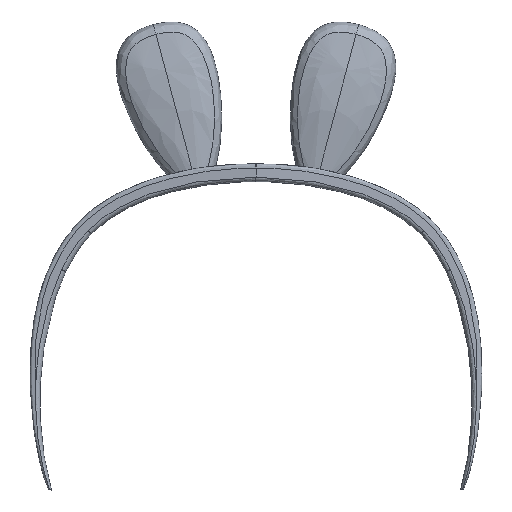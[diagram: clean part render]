
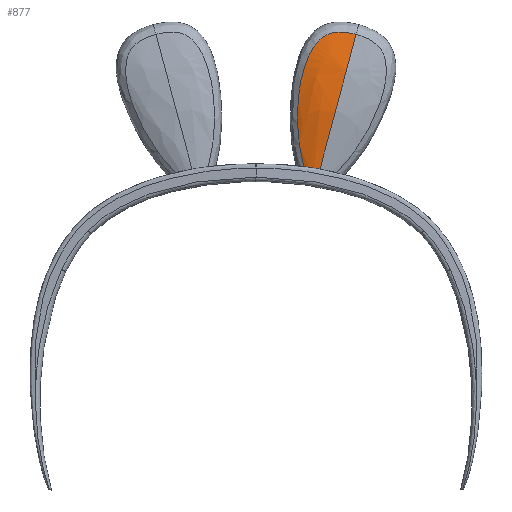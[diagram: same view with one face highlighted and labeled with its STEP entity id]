
A CAD part, front view. The second image highlights one B-rep face of the part: STEP entity #877.
In plain terms, the highlighted free-form (B-spline) face has degree [3, 3] with [8, 5] control points.
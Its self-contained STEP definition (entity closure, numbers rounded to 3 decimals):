
#14=(
BOUNDED_CURVE()
B_SPLINE_CURVE(5,(#2659,#2660,#2661,#2662,#2663,#2664,#2665,#2666,#2667,
#2668,#2669,#2670,#2671,#2672,#2673,#2674,#2675),.UNSPECIFIED.,.F.,.F.)
B_SPLINE_CURVE_WITH_KNOTS((6,1,1,1,1,1,1,1,1,1,1,1,6),(0.036,
0.067,0.133,0.2,0.267,0.333,
0.4,0.467,0.533,0.6,0.667,0.733,
0.744),.UNSPECIFIED.)
CURVE()
GEOMETRIC_REPRESENTATION_ITEM()
RATIONAL_B_SPLINE_CURVE((1.,1.,1.,1.,1.,1.,1.,1.,1.,1.,1.,1.,1.,1.,1.,1.,
1.))
REPRESENTATION_ITEM('')
);
#55=B_SPLINE_SURFACE_WITH_KNOTS('',3,3,((#2619,#2620,#2621,#2622,#2623),
(#2624,#2625,#2626,#2627,#2628),(#2629,#2630,#2631,#2632,#2633),(#2634,
#2635,#2636,#2637,#2638),(#2639,#2640,#2641,#2642,#2643),(#2644,#2645,#2646,
#2647,#2648),(#2649,#2650,#2651,#2652,#2653),(#2654,#2655,#2656,#2657,#2658)),
 .UNSPECIFIED.,.F.,.F.,.F.,(4,2,1,1,4),(4,1,4),(0.,0.011,0.443,
0.587,0.732),(0.034,0.338,
0.744),.UNSPECIFIED.);
#103=FACE_OUTER_BOUND('',#154,.T.);
#154=EDGE_LOOP('',(#689,#690,#691));
#216=B_SPLINE_CURVE_WITH_KNOTS('',3,(#1214,#1215,#1216,#1217,#1218,#1219,
#1220,#1221,#1222,#1223,#1224,#1225,#1226,#1227,#1228,#1229,#1230,#1231,
#1232,#1233,#1234,#1235),.UNSPECIFIED.,.F.,.F.,(4,3,3,3,3,3,3,4),(0.12,
0.166,0.17,0.218,0.253,
0.282,0.296,0.308),.UNSPECIFIED.);
#265=B_SPLINE_CURVE_WITH_KNOTS('',3,(#2583,#2584,#2585,#2586,#2587,#2588,
#2589,#2590,#2591,#2592,#2593,#2594,#2595,#2596),.UNSPECIFIED.,.F.,.F.,
(4,2,1,1,1,1,1,1,1,1,4),(0.,0.011,0.071,0.19,
0.22,0.249,0.309,0.369,
0.488,0.726,1.203),.UNSPECIFIED.);
#334=VERTEX_POINT('',#1196);
#335=VERTEX_POINT('',#1213);
#377=VERTEX_POINT('',#2582);
#432=EDGE_CURVE('',#335,#334,#216,.T.);
#491=EDGE_CURVE('',#377,#335,#265,.T.);
#494=EDGE_CURVE('',#334,#377,#14,.T.);
#689=ORIENTED_EDGE('',*,*,#491,.T.);
#690=ORIENTED_EDGE('',*,*,#432,.T.);
#691=ORIENTED_EDGE('',*,*,#494,.T.);
#877=ADVANCED_FACE('',(#103),#55,.F.);
#1196=CARTESIAN_POINT('',(7.121,-3.851,67.139));
#1213=CARTESIAN_POINT('',(5.325,-3.468,67.417));
#1214=CARTESIAN_POINT('Ctrl Pts',(5.325,-3.468,67.417));
#1215=CARTESIAN_POINT('Ctrl Pts',(5.463,-3.53,67.399));
#1216=CARTESIAN_POINT('Ctrl Pts',(5.604,-3.586,67.38));
#1217=CARTESIAN_POINT('Ctrl Pts',(5.748,-3.634,67.359));
#1218=CARTESIAN_POINT('Ctrl Pts',(5.759,-3.638,67.358));
#1219=CARTESIAN_POINT('Ctrl Pts',(5.771,-3.642,67.356));
#1220=CARTESIAN_POINT('Ctrl Pts',(5.782,-3.645,67.355));
#1221=CARTESIAN_POINT('Ctrl Pts',(5.932,-3.694,67.333));
#1222=CARTESIAN_POINT('Ctrl Pts',(6.084,-3.734,67.311));
#1223=CARTESIAN_POINT('Ctrl Pts',(6.237,-3.766,67.287));
#1224=CARTESIAN_POINT('Ctrl Pts',(6.35,-3.789,67.27));
#1225=CARTESIAN_POINT('Ctrl Pts',(6.465,-3.807,67.251));
#1226=CARTESIAN_POINT('Ctrl Pts',(6.58,-3.821,67.232));
#1227=CARTESIAN_POINT('Ctrl Pts',(6.673,-3.832,67.217));
#1228=CARTESIAN_POINT('Ctrl Pts',(6.766,-3.84,67.201));
#1229=CARTESIAN_POINT('Ctrl Pts',(6.86,-3.845,67.185));
#1230=CARTESIAN_POINT('Ctrl Pts',(6.905,-3.847,67.177));
#1231=CARTESIAN_POINT('Ctrl Pts',(6.951,-3.849,67.169));
#1232=CARTESIAN_POINT('Ctrl Pts',(6.996,-3.85,67.161));
#1233=CARTESIAN_POINT('Ctrl Pts',(7.038,-3.851,67.154));
#1234=CARTESIAN_POINT('Ctrl Pts',(7.08,-3.851,67.147));
#1235=CARTESIAN_POINT('Ctrl Pts',(7.121,-3.851,67.139));
#2582=CARTESIAN_POINT('',(11.151,-3.34,82.178));
#2583=CARTESIAN_POINT('Ctrl Pts',(11.15,-3.34,82.179));
#2584=CARTESIAN_POINT('Ctrl Pts',(11.094,-3.34,82.194));
#2585=CARTESIAN_POINT('Ctrl Pts',(11.039,-3.341,82.208));
#2586=CARTESIAN_POINT('Ctrl Pts',(10.675,-3.34,82.299));
#2587=CARTESIAN_POINT('Ctrl Pts',(9.763,-3.34,82.471));
#2588=CARTESIAN_POINT('Ctrl Pts',(8.587,-3.334,82.454));
#2589=CARTESIAN_POINT('Ctrl Pts',(7.667,-3.351,82.024));
#2590=CARTESIAN_POINT('Ctrl Pts',(7.125,-3.371,81.633));
#2591=CARTESIAN_POINT('Ctrl Pts',(6.571,-3.401,81.012));
#2592=CARTESIAN_POINT('Ctrl Pts',(5.895,-3.443,79.903));
#2593=CARTESIAN_POINT('Ctrl Pts',(5.083,-3.473,77.812));
#2594=CARTESIAN_POINT('Ctrl Pts',(4.382,-3.47,73.511));
#2595=CARTESIAN_POINT('Ctrl Pts',(4.686,-3.445,69.78));
#2596=CARTESIAN_POINT('Ctrl Pts',(5.325,-3.468,67.417));
#2619=CARTESIAN_POINT('Ctrl Pts',(7.109,-3.846,67.096));
#2620=CARTESIAN_POINT('Ctrl Pts',(7.655,-4.101,69.131));
#2621=CARTESIAN_POINT('Ctrl Pts',(9.005,-4.471,74.17));
#2622=CARTESIAN_POINT('Ctrl Pts',(10.451,-4.037,79.567));
#2623=CARTESIAN_POINT('Ctrl Pts',(11.151,-3.34,82.179));
#2624=CARTESIAN_POINT('Ctrl Pts',(7.098,-3.846,67.099));
#2625=CARTESIAN_POINT('Ctrl Pts',(7.637,-4.102,69.135));
#2626=CARTESIAN_POINT('Ctrl Pts',(8.972,-4.471,74.179));
#2627=CARTESIAN_POINT('Ctrl Pts',(10.403,-4.037,79.58));
#2628=CARTESIAN_POINT('Ctrl Pts',(11.094,-3.34,82.194));
#2629=CARTESIAN_POINT('Ctrl Pts',(7.086,-3.846,67.102));
#2630=CARTESIAN_POINT('Ctrl Pts',(7.619,-4.102,69.14));
#2631=CARTESIAN_POINT('Ctrl Pts',(8.939,-4.471,74.187));
#2632=CARTESIAN_POINT('Ctrl Pts',(10.355,-4.037,79.592));
#2633=CARTESIAN_POINT('Ctrl Pts',(11.038,-3.34,82.208));
#2634=CARTESIAN_POINT('Ctrl Pts',(6.615,-3.849,67.227));
#2635=CARTESIAN_POINT('Ctrl Pts',(6.9,-4.102,69.325));
#2636=CARTESIAN_POINT('Ctrl Pts',(7.63,-4.466,74.521));
#2637=CARTESIAN_POINT('Ctrl Pts',(8.453,-4.032,80.079));
#2638=CARTESIAN_POINT('Ctrl Pts',(8.805,-3.336,82.78));
#2639=CARTESIAN_POINT('Ctrl Pts',(6.034,-3.752,67.328));
#2640=CARTESIAN_POINT('Ctrl Pts',(6.092,-3.966,69.331));
#2641=CARTESIAN_POINT('Ctrl Pts',(6.249,-4.264,74.433));
#2642=CARTESIAN_POINT('Ctrl Pts',(6.449,-3.84,79.961));
#2643=CARTESIAN_POINT('Ctrl Pts',(6.493,-3.195,82.632));
#2644=CARTESIAN_POINT('Ctrl Pts',(5.37,-3.492,67.382));
#2645=CARTESIAN_POINT('Ctrl Pts',(5.283,-3.643,69.05));
#2646=CARTESIAN_POINT('Ctrl Pts',(5.073,-3.838,73.3));
#2647=CARTESIAN_POINT('Ctrl Pts',(4.863,-3.453,77.88));
#2648=CARTESIAN_POINT('Ctrl Pts',(4.722,-2.912,80.099));
#2649=CARTESIAN_POINT('Ctrl Pts',(5.117,-3.364,67.392));
#2650=CARTESIAN_POINT('Ctrl Pts',(4.997,-3.49,68.892));
#2651=CARTESIAN_POINT('Ctrl Pts',(4.705,-3.645,72.69));
#2652=CARTESIAN_POINT('Ctrl Pts',(4.399,-3.279,76.758));
#2653=CARTESIAN_POINT('Ctrl Pts',(4.219,-2.786,78.734));
#2654=CARTESIAN_POINT('Ctrl Pts',(4.994,-3.294,67.394));
#2655=CARTESIAN_POINT('Ctrl Pts',(4.863,-3.409,68.804));
#2656=CARTESIAN_POINT('Ctrl Pts',(4.545,-3.545,72.36));
#2657=CARTESIAN_POINT('Ctrl Pts',(4.206,-3.191,76.157));
#2658=CARTESIAN_POINT('Ctrl Pts',(4.015,-2.721,78.002));
#2659=CARTESIAN_POINT('Ctrl Pts',(7.121,-3.851,67.139));
#2660=CARTESIAN_POINT('Ctrl Pts',(7.154,-3.867,67.262));
#2661=CARTESIAN_POINT('Ctrl Pts',(7.259,-3.914,67.653));
#2662=CARTESIAN_POINT('Ctrl Pts',(7.437,-3.989,68.319));
#2663=CARTESIAN_POINT('Ctrl Pts',(7.691,-4.081,69.268));
#2664=CARTESIAN_POINT('Ctrl Pts',(8.026,-4.175,70.515));
#2665=CARTESIAN_POINT('Ctrl Pts',(8.408,-4.246,71.944));
#2666=CARTESIAN_POINT('Ctrl Pts',(8.798,-4.279,73.398));
#2667=CARTESIAN_POINT('Ctrl Pts',(9.193,-4.271,74.872));
#2668=CARTESIAN_POINT('Ctrl Pts',(9.589,-4.216,76.35));
#2669=CARTESIAN_POINT('Ctrl Pts',(9.982,-4.108,77.818));
#2670=CARTESIAN_POINT('Ctrl Pts',(10.368,-3.941,79.256));
#2671=CARTESIAN_POINT('Ctrl Pts',(10.679,-3.75,80.416));
#2672=CARTESIAN_POINT('Ctrl Pts',(10.907,-3.57,81.268));
#2673=CARTESIAN_POINT('Ctrl Pts',(11.059,-3.431,81.835));
#2674=CARTESIAN_POINT('Ctrl Pts',(11.139,-3.352,82.136));
#2675=CARTESIAN_POINT('Ctrl Pts',(11.151,-3.34,82.178));
